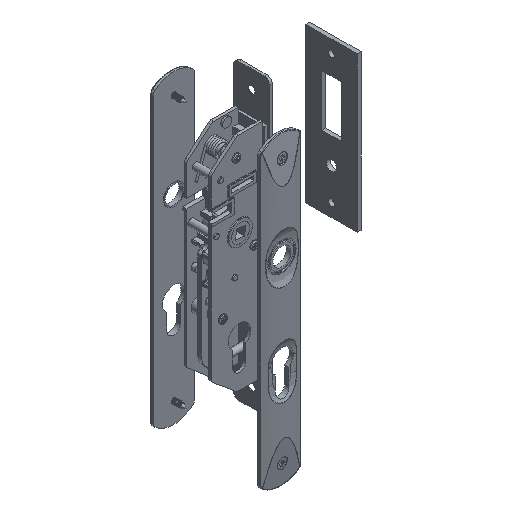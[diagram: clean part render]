
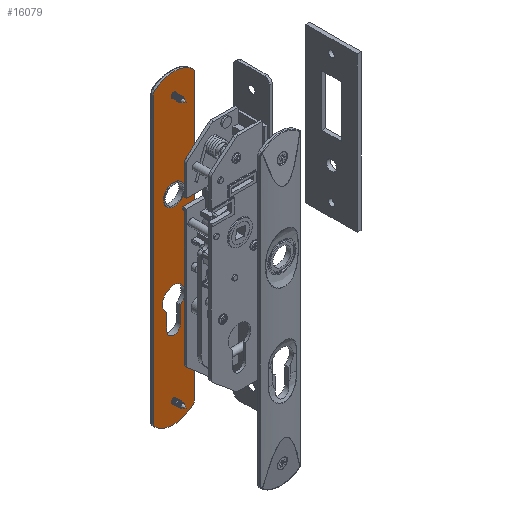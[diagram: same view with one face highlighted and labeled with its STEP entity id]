
A CAD part, isometric view. The second image highlights one B-rep face of the part: STEP entity #16079.
In plain terms, the highlighted planar face has unit normal (0, -1, 0).
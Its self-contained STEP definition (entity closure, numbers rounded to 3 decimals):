
#897=FACE_BOUND('',#2702,.T.);
#898=FACE_BOUND('',#2703,.T.);
#899=FACE_BOUND('',#2704,.T.);
#900=FACE_BOUND('',#2705,.T.);
#1693=FACE_OUTER_BOUND('',#2701,.T.);
#2701=EDGE_LOOP('',(#14192,#14193,#14194,#14195,#14196,#14197,#14198,#14199));
#2702=EDGE_LOOP('',(#14200));
#2703=EDGE_LOOP('',(#14201));
#2704=EDGE_LOOP('',(#14202,#14203,#14204,#14205));
#2705=EDGE_LOOP('',(#14206));
#4036=LINE('',#32785,#5385);
#4037=LINE('',#32793,#5386);
#4038=LINE('',#32801,#5387);
#4039=LINE('',#32805,#5388);
#5385=VECTOR('',#22807,220.333);
#5386=VECTOR('',#22814,220.333);
#5387=VECTOR('',#22821,12.5);
#5388=VECTOR('',#22824,12.5);
#6222=CIRCLE('',#18332,22.);
#6223=CIRCLE('',#18333,4.);
#6224=CIRCLE('',#18334,4.);
#6225=CIRCLE('',#18335,22.);
#6226=CIRCLE('',#18336,4.);
#6227=CIRCLE('',#18337,4.);
#6228=CIRCLE('',#18338,8.);
#6229=CIRCLE('',#18339,2.);
#6230=CIRCLE('',#18340,5.25);
#6231=CIRCLE('',#18341,8.75);
#6232=CIRCLE('',#18342,2.);
#7637=VERTEX_POINT('',#32779);
#7638=VERTEX_POINT('',#32780);
#7639=VERTEX_POINT('',#32782);
#7640=VERTEX_POINT('',#32784);
#7641=VERTEX_POINT('',#32786);
#7642=VERTEX_POINT('',#32788);
#7643=VERTEX_POINT('',#32790);
#7644=VERTEX_POINT('',#32792);
#7645=VERTEX_POINT('',#32795);
#7646=VERTEX_POINT('',#32797);
#7647=VERTEX_POINT('',#32799);
#7648=VERTEX_POINT('',#32800);
#7649=VERTEX_POINT('',#32802);
#7650=VERTEX_POINT('',#32804);
#7651=VERTEX_POINT('',#32807);
#9853=EDGE_CURVE('',#7637,#7638,#6222,.T.);
#9854=EDGE_CURVE('',#7638,#7639,#6223,.T.);
#9855=EDGE_CURVE('',#7639,#7640,#4036,.T.);
#9856=EDGE_CURVE('',#7640,#7641,#6224,.T.);
#9857=EDGE_CURVE('',#7641,#7642,#6225,.T.);
#9858=EDGE_CURVE('',#7642,#7643,#6226,.T.);
#9859=EDGE_CURVE('',#7643,#7644,#4037,.T.);
#9860=EDGE_CURVE('',#7644,#7637,#6227,.T.);
#9861=EDGE_CURVE('',#7645,#7645,#6228,.T.);
#9862=EDGE_CURVE('',#7646,#7646,#6229,.F.);
#9863=EDGE_CURVE('',#7647,#7648,#4038,.T.);
#9864=EDGE_CURVE('',#7648,#7649,#6230,.T.);
#9865=EDGE_CURVE('',#7649,#7650,#4039,.T.);
#9866=EDGE_CURVE('',#7650,#7647,#6231,.T.);
#9867=EDGE_CURVE('',#7651,#7651,#6232,.F.);
#14192=ORIENTED_EDGE('',*,*,#9853,.T.);
#14193=ORIENTED_EDGE('',*,*,#9854,.T.);
#14194=ORIENTED_EDGE('',*,*,#9855,.T.);
#14195=ORIENTED_EDGE('',*,*,#9856,.T.);
#14196=ORIENTED_EDGE('',*,*,#9857,.T.);
#14197=ORIENTED_EDGE('',*,*,#9858,.T.);
#14198=ORIENTED_EDGE('',*,*,#9859,.T.);
#14199=ORIENTED_EDGE('',*,*,#9860,.T.);
#14200=ORIENTED_EDGE('',*,*,#9861,.T.);
#14201=ORIENTED_EDGE('',*,*,#9862,.T.);
#14202=ORIENTED_EDGE('',*,*,#9863,.T.);
#14203=ORIENTED_EDGE('',*,*,#9864,.T.);
#14204=ORIENTED_EDGE('',*,*,#9865,.T.);
#14205=ORIENTED_EDGE('',*,*,#9866,.T.);
#14206=ORIENTED_EDGE('',*,*,#9867,.T.);
#15246=PLANE('',#18331);
#16079=ADVANCED_FACE('',(#1693,#897,#898,#899,#900),#15246,.T.);
#18331=AXIS2_PLACEMENT_3D('',#32778,#22801,#22802);
#18332=AXIS2_PLACEMENT_3D('',#32781,#22803,#22804);
#18333=AXIS2_PLACEMENT_3D('',#32783,#22805,#22806);
#18334=AXIS2_PLACEMENT_3D('',#32787,#22808,#22809);
#18335=AXIS2_PLACEMENT_3D('',#32789,#22810,#22811);
#18336=AXIS2_PLACEMENT_3D('',#32791,#22812,#22813);
#18337=AXIS2_PLACEMENT_3D('',#32794,#22815,#22816);
#18338=AXIS2_PLACEMENT_3D('',#32796,#22817,#22818);
#18339=AXIS2_PLACEMENT_3D('',#32798,#22819,#22820);
#18340=AXIS2_PLACEMENT_3D('',#32803,#22822,#22823);
#18341=AXIS2_PLACEMENT_3D('',#32806,#22825,#22826);
#18342=AXIS2_PLACEMENT_3D('',#32808,#22827,#22828);
#22801=DIRECTION('center_axis',(0.,-1.,0.));
#22802=DIRECTION('ref_axis',(0.,0.,-1.));
#22803=DIRECTION('center_axis',(0.,-1.,0.));
#22804=DIRECTION('ref_axis',(1.,0.,0.));
#22805=DIRECTION('center_axis',(0.,-1.,0.));
#22806=DIRECTION('ref_axis',(0.,0.,-1.));
#22807=DIRECTION('',(0.,0.,-1.));
#22808=DIRECTION('center_axis',(0.,-1.,0.));
#22809=DIRECTION('ref_axis',(0.,0.,-1.));
#22810=DIRECTION('center_axis',(0.,-1.,0.));
#22811=DIRECTION('ref_axis',(1.,0.,0.));
#22812=DIRECTION('center_axis',(0.,-1.,0.));
#22813=DIRECTION('ref_axis',(0.,0.,-1.));
#22814=DIRECTION('',(0.,0.,1.));
#22815=DIRECTION('center_axis',(0.,-1.,0.));
#22816=DIRECTION('ref_axis',(0.,0.,-1.));
#22817=DIRECTION('center_axis',(0.,1.,0.));
#22818=DIRECTION('ref_axis',(0.,0.,1.));
#22819=DIRECTION('center_axis',(0.,-1.,0.));
#22820=DIRECTION('ref_axis',(0.,0.,-1.));
#22821=DIRECTION('',(0.,0.,-1.));
#22822=DIRECTION('center_axis',(0.,1.,0.));
#22823=DIRECTION('ref_axis',(0.,0.,1.));
#22824=DIRECTION('',(0.,0.,1.));
#22825=DIRECTION('center_axis',(0.,1.,0.));
#22826=DIRECTION('ref_axis',(0.,0.,-1.));
#22827=DIRECTION('center_axis',(0.,-1.,0.));
#22828=DIRECTION('ref_axis',(0.,0.,-1.));
#32778=CARTESIAN_POINT('Origin',(0.,0.,-96.75));
#32779=CARTESIAN_POINT('',(14.667,0.,113.148));
#32780=CARTESIAN_POINT('',(-14.667,0.,113.148));
#32781=CARTESIAN_POINT('Origin',(0.,0.,96.75));
#32782=CARTESIAN_POINT('',(-16.,0.,110.166));
#32783=CARTESIAN_POINT('Origin',(-12.,0.,110.166));
#32784=CARTESIAN_POINT('',(-16.,0.,-110.166));
#32785=CARTESIAN_POINT('',(-16.,0.,110.166));
#32786=CARTESIAN_POINT('',(-14.667,0.,-113.148));
#32787=CARTESIAN_POINT('Origin',(-12.,0.,-110.166));
#32788=CARTESIAN_POINT('',(14.667,0.,-113.148));
#32789=CARTESIAN_POINT('Origin',(0.,0.,-96.75));
#32790=CARTESIAN_POINT('',(16.,0.,-110.166));
#32791=CARTESIAN_POINT('Origin',(12.,0.,-110.166));
#32792=CARTESIAN_POINT('',(16.,0.,110.166));
#32793=CARTESIAN_POINT('',(16.,0.,-110.166));
#32794=CARTESIAN_POINT('Origin',(12.,0.,110.166));
#32795=CARTESIAN_POINT('',(0.,0.,44.25));
#32796=CARTESIAN_POINT('Origin',(0.,0.,36.25));
#32797=CARTESIAN_POINT('',(0.,0.,-104.75));
#32798=CARTESIAN_POINT('Origin',(0.,0.,-102.75));
#32799=CARTESIAN_POINT('',(5.25,0.,-40.75));
#32800=CARTESIAN_POINT('',(5.25,0.,-53.25));
#32801=CARTESIAN_POINT('',(5.25,0.,-40.75));
#32802=CARTESIAN_POINT('',(-5.25,0.,-53.25));
#32803=CARTESIAN_POINT('Origin',(0.,0.,-53.25));
#32804=CARTESIAN_POINT('',(-5.25,0.,-40.75));
#32805=CARTESIAN_POINT('',(-5.25,0.,-53.25));
#32806=CARTESIAN_POINT('Origin',(0.,0.,-33.75));
#32807=CARTESIAN_POINT('',(0.,0.,100.75));
#32808=CARTESIAN_POINT('Origin',(0.,0.,102.75));
